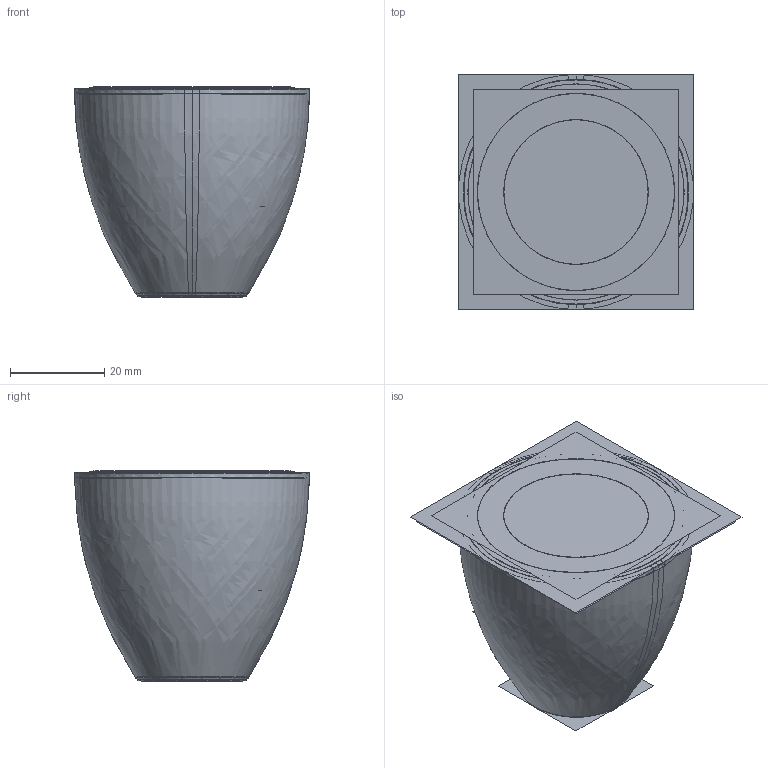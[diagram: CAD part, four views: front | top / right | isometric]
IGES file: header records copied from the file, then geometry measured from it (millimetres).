
Start section:  PTC IGES file: 200649.igs
Global section: file name: 200649.igs; native system: Creo Parametric by PTC Inc.; preprocessor: 2016260; author: PDMAdmin; organization: Unknown; date: 20170621.115103; units: millimetre
Bounding box: 49.99 x 49.99 x 44.78 mm (x, y, z)
Volume: 37390.9 mm3; surface area: 107405.5 mm2
Topology: 2 solids, 2 shells, 146 faces, 760 edges, 976 vertices
Faces by surface type: revolution 98, bspline 48
